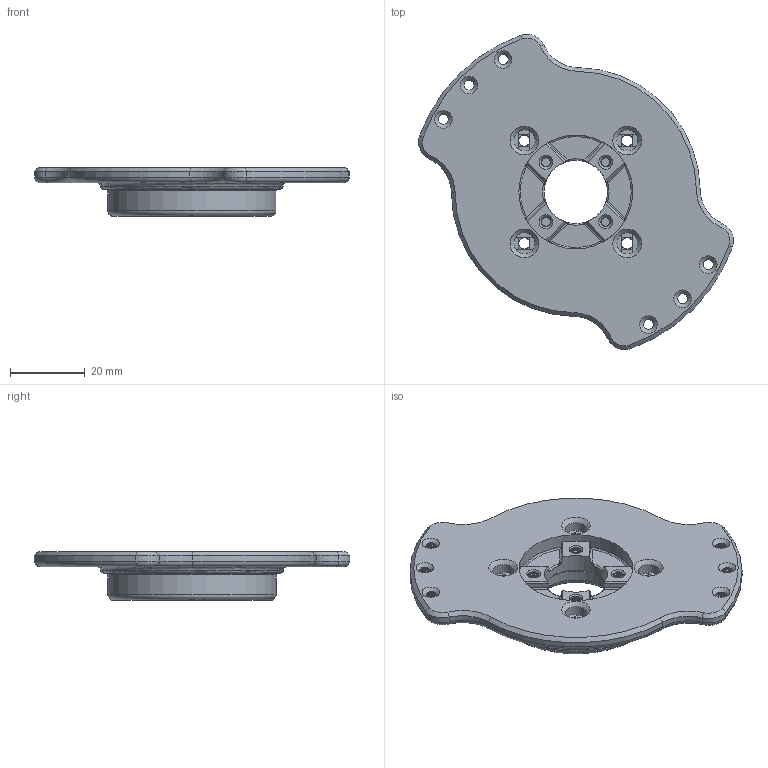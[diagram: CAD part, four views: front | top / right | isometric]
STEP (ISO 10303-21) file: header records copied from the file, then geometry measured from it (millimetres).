
FILE_DESCRIPTION(/* description */ (''),/* implementation_level */ '2;1');
FILE_NAME(/* name */ 'Top Mount.step',/* time_stamp */ '2025-06-19T23:48:13+02:00',/* author */ (''),/* organization */ (''),/* preprocessor_version */ 'ST-DEVELOPER v20.1',/* originating_system */ 'Autodesk Translation Framework v14.4.0.0',/* authorisation */ '');
FILE_SCHEMA (('AUTOMOTIVE_DESIGN { 1 0 10303 214 3 1 1 }'));
Length unit declared in the file: millimetre
Products named in the file (1): Open Source Motor Mount
Bounding box: 84.44 x 84.54 x 13 mm (x, y, z)
Volume: 26178.6 mm3; surface area: 12461 mm2
Topology: 1 solids, 1 shells, 388 faces, 1029 edges, 646 vertices
Faces by surface type: cylinder 172, plane 105, cone 41, bspline 41, torus 29
Full cylindrical faces by diameter (mm): 2.729 x37, 3 x4, 3.2 x4, 3.286 x38, 5.7 x4, 17 x1, 21.15 x1, 30.527 x1, 45.1 x1
Entity records: 24715 total; most frequent: CARTESIAN_POINT 15628, ORIENTED_EDGE 2058, DIRECTION 1661, EDGE_CURVE 1029, AXIS2_PLACEMENT_3D 660, VERTEX_POINT 646, EDGE_LOOP 413, FACE_OUTER_BOUND 388
